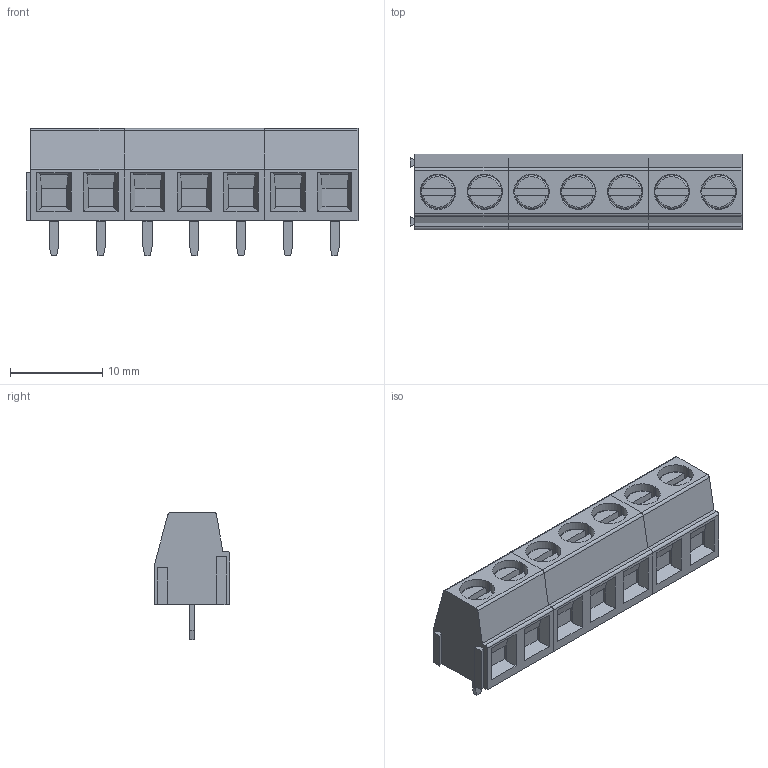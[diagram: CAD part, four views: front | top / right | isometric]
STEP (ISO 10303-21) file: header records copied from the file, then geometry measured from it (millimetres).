
FILE_DESCRIPTION(('FreeCAD Model'),'2;1');
FILE_NAME('Open CASCADE Shape Model','2024-11-07T15:01:39',(''),(''), 'Open CASCADE STEP processor 7.6','FreeCAD','Unknown');
FILE_SCHEMA(('AUTOMOTIVE_DESIGN { 1 0 10303 214 1 1 1 1 }'));
Length unit declared in the file: millimetre
Products named in the file (1): CUI_DEVICES_TB006-508-07BE
Bounding box: 36.06 x 8.2 x 13.8 mm (x, y, z)
Volume: 2413.8 mm3; surface area: 2068.5 mm2
Topology: 1 solids, 8 shells, 375 faces, 967 edges, 626 vertices
Faces by surface type: plane 247, bspline 56, cylinder 44, cone 28
Entity records: 17222 total; most frequent: CARTESIAN_POINT 5742, ORIENTED_EDGE 1934, DIRECTION 1676, EDGE_CURVE 967, LINE 660, VECTOR 660, VERTEX_POINT 626, AXIS2_PLACEMENT_3D 508
